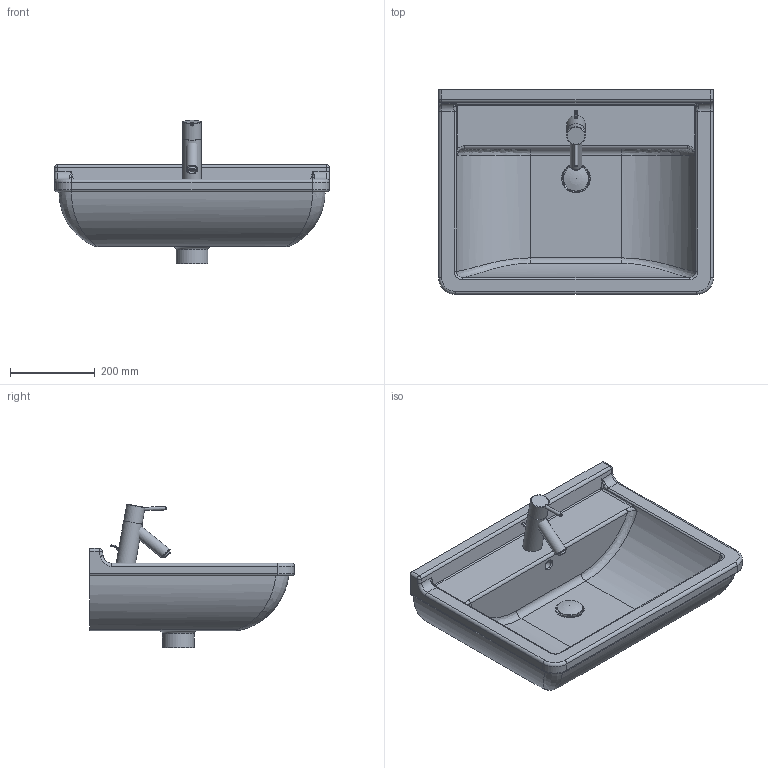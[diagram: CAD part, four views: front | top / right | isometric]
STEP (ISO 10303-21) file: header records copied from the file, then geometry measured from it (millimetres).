
FILE_DESCRIPTION((''),'2;1');
FILE_NAME('030065.stp','2007-07-12T06:25:23',('Huebner'),(''),'Autodesk Inventor 11','Autodesk Inventor 11','');
FILE_SCHEMA(('AUTOMOTIVE_DESIGN { 1 0 10303 214 1 1 1 1 }'));
Length unit declared in the file: millimetre
Products named in the file (10): 030065; Kelch; Stopfen; Baterie_Starck3; hebel1; Griff_2Starck3; Hebel3kurz; Halterstarck3; Neoperl_Starck3
Assembly tree (9 placements, depth 3):
  030065
    030065
    Kelch
    Stopfen
    Baterie_Starck3
      hebel1
      Griff_2Starck3
      Hebel3kurz
      Halterstarck3
      Neoperl_Starck3
Bounding box: 650 x 485 x 339.4 mm (x, y, z)
Volume: 20638023.8 mm3; surface area: 1262383.4 mm2
Topology: 8 solids, 8 shells, 180 faces, 415 edges, 244 vertices
Faces by surface type: cylinder 71, plane 51, bspline 28, torus 21, sphere 6, cone 3
Full cylindrical faces by diameter (mm): 8 x1, 9.368 x1, 15 x2, 16 x1, 20 x2, 28 x1, 35 x1, 42 x1, 44 x2, 45 x1, 52 x1, 60 x1, 75 x1
Entity records: 11294 total; most frequent: CARTESIAN_POINT 7233, DIRECTION 825, ORIENTED_EDGE 738, EDGE_CURVE 369, AXIS2_PLACEMENT_3D 339, VERTEX_POINT 239, EDGE_LOOP 228, FACE_OUTER_BOUND 180
